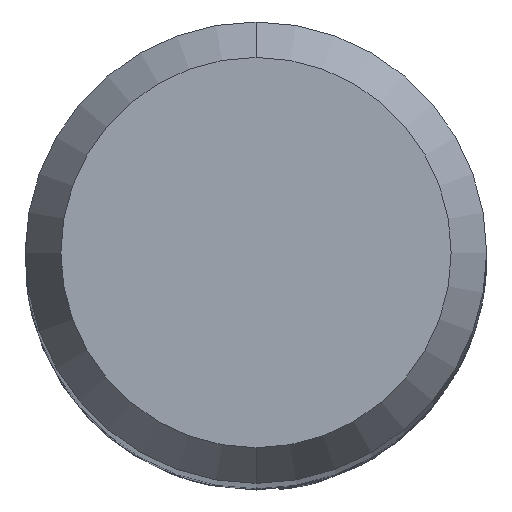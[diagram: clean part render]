
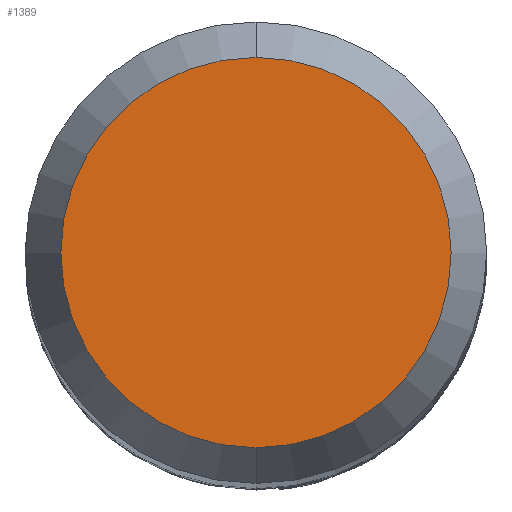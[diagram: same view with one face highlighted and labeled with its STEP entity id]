
A CAD part, top view. The second image highlights one B-rep face of the part: STEP entity #1389.
In plain terms, the highlighted planar face has unit normal (0, 0, 1).
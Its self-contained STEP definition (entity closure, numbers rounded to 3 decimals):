
#1265=EDGE_CURVE('',#1667,#1947,#2698,.T.);
#1319=EDGE_CURVE('',#1947,#1667,#2760,.T.);
#1389=ADVANCED_FACE('',(#2836),#2837,.T.);
#1667=VERTEX_POINT('',#3137);
#1947=VERTEX_POINT('',#3444);
#2698=CIRCLE('',#5641,2.538);
#2760=CIRCLE('',#5909,2.538);
#2836=FACE_OUTER_BOUND('',#6118,.T.);
#2837=PLANE('',#6119);
#3137=CARTESIAN_POINT('',(0.0,2.538,0.0));
#3444=CARTESIAN_POINT('',(0.,-2.538,0.0));
#5641=AXIS2_PLACEMENT_3D('',#9926,#9927,#9928);
#5909=AXIS2_PLACEMENT_3D('',#10037,#10038,#10039);
#6118=EDGE_LOOP('',(#10123,#10124));
#6119=AXIS2_PLACEMENT_3D('',#10125,#10126,#10127);
#9926=CARTESIAN_POINT('',(0.0,0.0,0.0));
#9927=DIRECTION('',(0.0,0.0,-1.0));
#9928=DIRECTION('',(0.0,1.0,0.0));
#10037=CARTESIAN_POINT('',(0.0,0.0,0.0));
#10038=DIRECTION('',(0.0,0.0,-1.0));
#10039=DIRECTION('',(0.0,1.0,0.0));
#10123=ORIENTED_EDGE('',*,*,#1265,.F.);
#10124=ORIENTED_EDGE('',*,*,#1319,.F.);
#10125=CARTESIAN_POINT('',(0.0,1.269,0.0));
#10126=DIRECTION('',(-0.0,0.0,1.0));
#10127=DIRECTION('',(0.0,-1.0,0.0));
